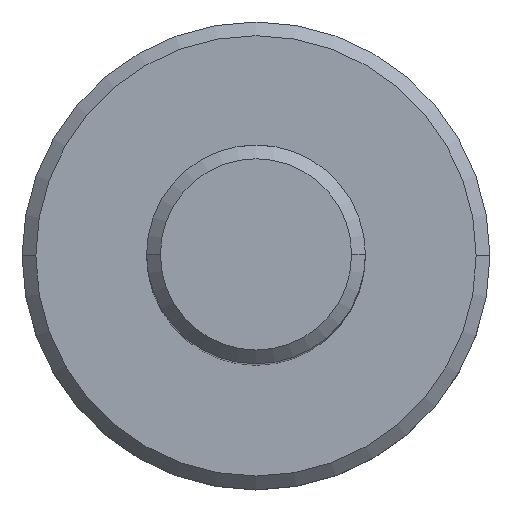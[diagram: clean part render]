
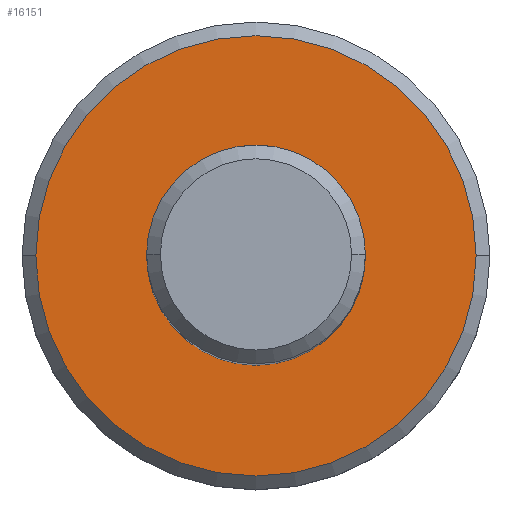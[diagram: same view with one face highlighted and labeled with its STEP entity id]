
A CAD part, top view. The second image highlights one B-rep face of the part: STEP entity #16151.
In plain terms, the highlighted planar face has unit normal (0, 0, 1).
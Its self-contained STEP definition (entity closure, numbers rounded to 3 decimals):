
#1031 = EDGE_LOOP ( 'NONE', ( #19295, #19296 ) ) ;
#1032 = EDGE_LOOP ( 'NONE', ( #19293, #19294 ) ) ;
#2157 = CARTESIAN_POINT ( 'NONE',  ( 8., 0., 11.877 ) ) ;
#2167 = CARTESIAN_POINT ( 'NONE',  ( -8., 0., 11.877 ) ) ;
#2175 = CARTESIAN_POINT ( 'NONE',  ( -3.9, 0., 11.877 ) ) ;
#2176 = CARTESIAN_POINT ( 'NONE',  ( 3.9, 0., 11.877 ) ) ;
#6657 = DIRECTION ( 'NONE',  ( 0., 0., 1. ) ) ;
#6661 = CARTESIAN_POINT ( 'NONE',  ( 0., 0., 11.877 ) ) ;
#6663 = FACE_OUTER_BOUND ( 'NONE', #1032, .T. ) ;
#6667 = FACE_BOUND ( 'NONE', #1031, .T. ) ;
#6670 = PLANE ( 'NONE',  #22560 ) ;
#6674 = DIRECTION ( 'NONE',  ( 1., 0., 0. ) ) ;
#8579 = CIRCLE ( 'NONE', #8584, 3.9 ) ;
#8582 = CIRCLE ( 'NONE', #8587, 8. ) ;
#8584 = AXIS2_PLACEMENT_3D ( 'NONE', #23786, #23787, #23788 ) ;
#8587 = AXIS2_PLACEMENT_3D ( 'NONE', #23791, #23792, #23793 ) ;
#16151 = ADVANCED_FACE ( 'NONE', ( #6663, #6667 ), #6670, .T. ) ;
#19063 = EDGE_CURVE ( 'NONE', #28401, #28411, #24547, .T. ) ;
#19070 = EDGE_CURVE ( 'NONE', #28419, #28420, #24567, .T. ) ;
#19293 = ORIENTED_EDGE ( 'NONE', *, *, #23277, .T. ) ;
#19294 = ORIENTED_EDGE ( 'NONE', *, *, #19063, .T. ) ;
#19295 = ORIENTED_EDGE ( 'NONE', *, *, #23276, .F. ) ;
#19296 = ORIENTED_EDGE ( 'NONE', *, *, #19070, .F. ) ;
#22560 = AXIS2_PLACEMENT_3D ( 'NONE', #6661, #6657, #6674 ) ;
#23276 = EDGE_CURVE ( 'NONE', #28420, #28419, #8579, .T. ) ;
#23277 = EDGE_CURVE ( 'NONE', #28411, #28401, #8582, .T. ) ;
#23786 = CARTESIAN_POINT ( 'NONE',  ( 0., 0., 11.877 ) ) ;
#23787 = DIRECTION ( 'NONE',  ( 0., 0., 1. ) ) ;
#23788 = DIRECTION ( 'NONE',  ( 1., 0., 0. ) ) ;
#23791 = CARTESIAN_POINT ( 'NONE',  ( 0., 0., 11.877 ) ) ;
#23792 = DIRECTION ( 'NONE',  ( 0., 0., 1. ) ) ;
#23793 = DIRECTION ( 'NONE',  ( 1., 0., 0. ) ) ;
#24547 = CIRCLE ( 'NONE', #24554, 8. ) ;
#24554 = AXIS2_PLACEMENT_3D ( 'NONE', #27281, #27282, #27283 ) ;
#24567 = CIRCLE ( 'NONE', #24575, 3.9 ) ;
#24575 = AXIS2_PLACEMENT_3D ( 'NONE', #27301, #27302, #27303 ) ;
#27281 = CARTESIAN_POINT ( 'NONE',  ( 0., 0., 11.877 ) ) ;
#27282 = DIRECTION ( 'NONE',  ( 0., 0., 1. ) ) ;
#27283 = DIRECTION ( 'NONE',  ( 1., 0., 0. ) ) ;
#27301 = CARTESIAN_POINT ( 'NONE',  ( 0., 0., 11.877 ) ) ;
#27302 = DIRECTION ( 'NONE',  ( 0., 0., 1. ) ) ;
#27303 = DIRECTION ( 'NONE',  ( 1., 0., 0. ) ) ;
#28401 = VERTEX_POINT ( 'NONE', #2157 ) ;
#28411 = VERTEX_POINT ( 'NONE', #2167 ) ;
#28419 = VERTEX_POINT ( 'NONE', #2175 ) ;
#28420 = VERTEX_POINT ( 'NONE', #2176 ) ;
